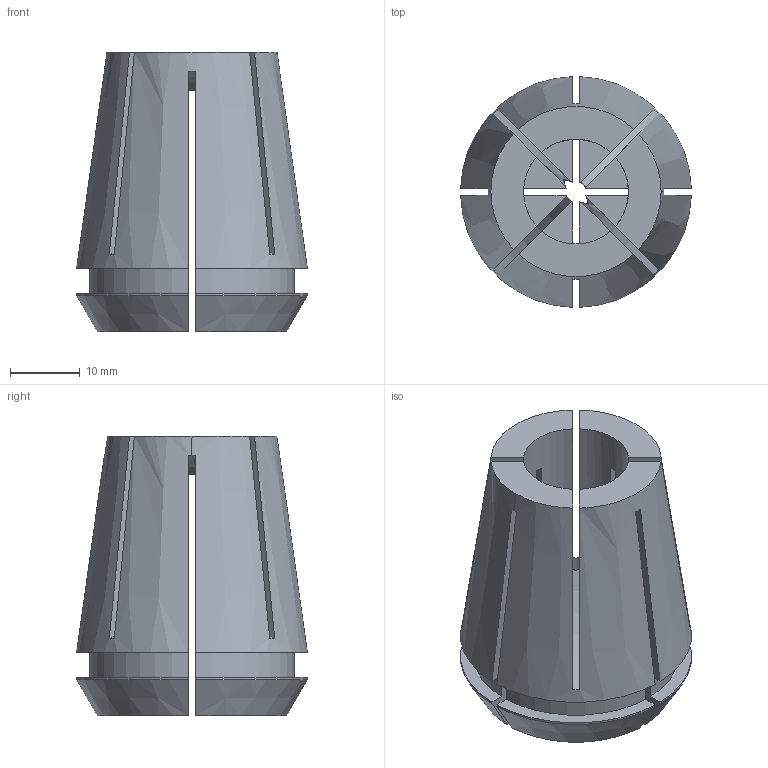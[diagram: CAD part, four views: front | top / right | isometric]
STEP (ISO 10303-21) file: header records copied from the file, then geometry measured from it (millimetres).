
FILE_DESCRIPTION (( 'STEP AP203' ), '1' );
FILE_NAME ('202.126.32.03.STEP', '2017-04-10T03:54:04', ( '' ), ( '' ), 'SwSTEP 2.0', 'SolidWorks 2015', '' );
FILE_SCHEMA (( 'CONFIG_CONTROL_DESIGN' ));
Length unit declared in the file: millimetre
Products named in the file (1): 202.126.32.03
Bounding box: 32.99 x 32.99 x 40 mm (x, y, z)
Volume: 21044.5 mm3; surface area: 10697.7 mm2
Topology: 1 solids, 1 shells, 73 faces, 219 edges, 146 vertices
Faces by surface type: plane 44, cylinder 23, cone 6
Entity records: 2636 total; most frequent: CARTESIAN_POINT 610, ORIENTED_EDGE 438, DIRECTION 387, EDGE_CURVE 219, VERTEX_POINT 146, AXIS2_PLACEMENT_3D 139, LINE 109, VECTOR 109
